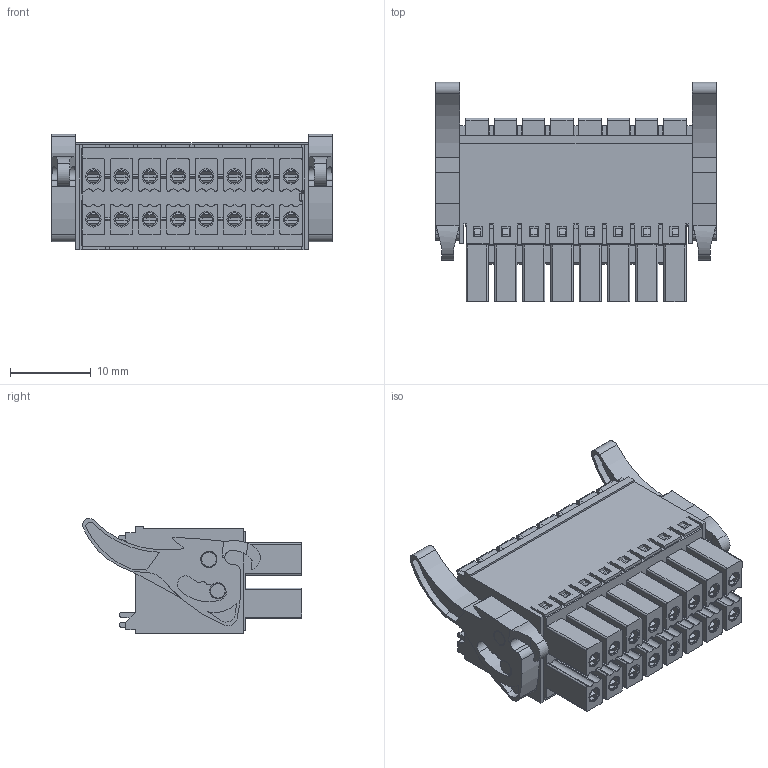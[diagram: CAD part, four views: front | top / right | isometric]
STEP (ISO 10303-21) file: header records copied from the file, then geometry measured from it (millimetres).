
FILE_DESCRIPTION(/* description */ ('Unknown'),/* implementation_level */ '2;1');
FILE_NAME(/* name */ '69137918016',/* time_stamp */ '2024-12-02T14:48:41+01:00',/* author */ ('Unknown'),/* organization */ ('Unknown'),/* preprocessor_version */ 'ST-DEVELOPER v19.4',/* originating_system */ 'Solid Edge',/* authorisation */ 'Unknown');
FILE_SCHEMA (('AUTOMOTIVE_DESIGN {1 0 10303 214 3 1 1}'));
Length unit declared in the file: millimetre
Products named in the file (8): 6913791800xx; 691379180016; 691379180016-2; 6913791800xx_Terminal Lever; 6913791800xx_Contact; 6913791000xx_Contact part 1; 6913791000xx_Contact part 2; 6913791800xx_Operating Lever
Assembly tree (38 placements, depth 3):
  6913791800xx
    691379180016
    691379180016-2
    6913791800xx_Terminal Lever  x16
    6913791800xx_Contact  x16
      6913791000xx_Contact part 1
      6913791000xx_Contact part 2
    6913791800xx_Operating Lever  x2
Bounding box: 34.8 x 27.15 x 14.28 mm (x, y, z)
Volume: 4347.9 mm3; surface area: 15820.7 mm2
Topology: 52 solids, 52 shells, 3944 faces, 11165 edges, 7343 vertices
Faces by surface type: plane 2730, cylinder 1126, bspline 80, cone 8
Full cylindrical faces by diameter (mm): 1.6 x16, 1.8 x2, 1.9 x16, 2 x8, 3 x16
Entity records: 53332 total; most frequent: CARTESIAN_POINT 9607, ORIENTED_EDGE 8428, DIRECTION 7770, EDGE_CURVE 4214, LINE 3576, VECTOR 3576, VERTEX_POINT 2798, AXIS2_PLACEMENT_3D 2097
